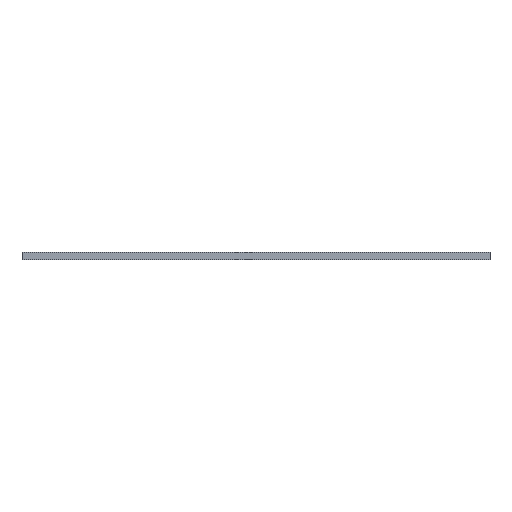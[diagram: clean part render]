
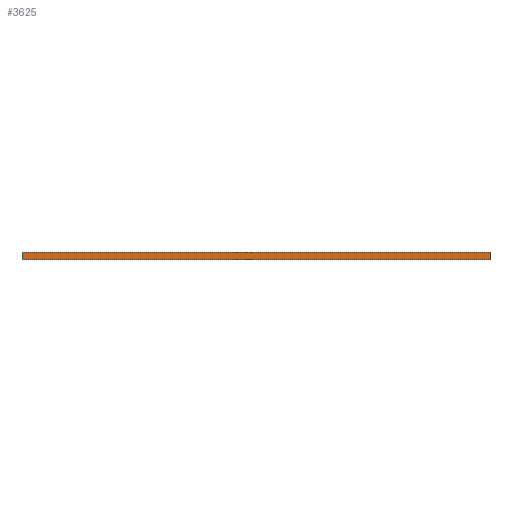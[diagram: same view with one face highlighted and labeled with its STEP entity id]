
A CAD part, front view. The second image highlights one B-rep face of the part: STEP entity #3625.
In plain terms, the highlighted planar face has unit normal (0, -1, 0).
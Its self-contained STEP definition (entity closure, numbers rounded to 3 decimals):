
#83 = PLANE('',#84);
#84 = AXIS2_PLACEMENT_3D('',#85,#86,#87);
#85 = CARTESIAN_POINT('',(147.898,-90.067,1.6));
#86 = DIRECTION('',(-0.,-0.,-1.));
#87 = DIRECTION('',(-1.,0.,0.));
#137 = PLANE('',#138);
#138 = AXIS2_PLACEMENT_3D('',#139,#140,#141);
#139 = CARTESIAN_POINT('',(147.898,-90.067,0.));
#140 = DIRECTION('',(-0.,-0.,-1.));
#141 = DIRECTION('',(-1.,0.,0.));
#442 = VERTEX_POINT('',#443);
#443 = CARTESIAN_POINT('',(197.5,-130.,0.));
#457 = PLANE('',#458);
#458 = AXIS2_PLACEMENT_3D('',#459,#460,#461);
#459 = CARTESIAN_POINT('',(197.5,-89.,0.));
#460 = DIRECTION('',(1.,0.,-0.));
#461 = DIRECTION('',(0.,-1.,0.));
#469 = EDGE_CURVE('',#442,#470,#472,.T.);
#470 = VERTEX_POINT('',#471);
#471 = CARTESIAN_POINT('',(100.,-130.,0.));
#472 = SURFACE_CURVE('',#473,(#477,#484),.PCURVE_S1.);
#473 = LINE('',#474,#475);
#474 = CARTESIAN_POINT('',(197.5,-130.,0.));
#475 = VECTOR('',#476,1.);
#476 = DIRECTION('',(-1.,0.,0.));
#477 = PCURVE('',#137,#478);
#478 = DEFINITIONAL_REPRESENTATION('',(#479),#483);
#479 = LINE('',#480,#481);
#480 = CARTESIAN_POINT('',(-49.602,-39.933));
#481 = VECTOR('',#482,1.);
#482 = DIRECTION('',(1.,0.));
#483 = ( GEOMETRIC_REPRESENTATION_CONTEXT(2) 
PARAMETRIC_REPRESENTATION_CONTEXT() REPRESENTATION_CONTEXT('2D SPACE',''
  ) );
#484 = PCURVE('',#485,#490);
#485 = PLANE('',#486);
#486 = AXIS2_PLACEMENT_3D('',#487,#488,#489);
#487 = CARTESIAN_POINT('',(197.5,-130.,0.));
#488 = DIRECTION('',(0.,-1.,0.));
#489 = DIRECTION('',(-1.,0.,0.));
#490 = DEFINITIONAL_REPRESENTATION('',(#491),#495);
#491 = LINE('',#492,#493);
#492 = CARTESIAN_POINT('',(0.,-0.));
#493 = VECTOR('',#494,1.);
#494 = DIRECTION('',(1.,0.));
#495 = ( GEOMETRIC_REPRESENTATION_CONTEXT(2) 
PARAMETRIC_REPRESENTATION_CONTEXT() REPRESENTATION_CONTEXT('2D SPACE',''
  ) );
#513 = PLANE('',#514);
#514 = AXIS2_PLACEMENT_3D('',#515,#516,#517);
#515 = CARTESIAN_POINT('',(100.,-130.,0.));
#516 = DIRECTION('',(-1.,0.,0.));
#517 = DIRECTION('',(0.,1.,0.));
#2040 = VERTEX_POINT('',#2041);
#2041 = CARTESIAN_POINT('',(197.5,-130.,1.6));
#2062 = EDGE_CURVE('',#2040,#2063,#2065,.T.);
#2063 = VERTEX_POINT('',#2064);
#2064 = CARTESIAN_POINT('',(100.,-130.,1.6));
#2065 = SURFACE_CURVE('',#2066,(#2070,#2077),.PCURVE_S1.);
#2066 = LINE('',#2067,#2068);
#2067 = CARTESIAN_POINT('',(197.5,-130.,1.6));
#2068 = VECTOR('',#2069,1.);
#2069 = DIRECTION('',(-1.,0.,0.));
#2070 = PCURVE('',#83,#2071);
#2071 = DEFINITIONAL_REPRESENTATION('',(#2072),#2076);
#2072 = LINE('',#2073,#2074);
#2073 = CARTESIAN_POINT('',(-49.602,-39.933));
#2074 = VECTOR('',#2075,1.);
#2075 = DIRECTION('',(1.,0.));
#2076 = ( GEOMETRIC_REPRESENTATION_CONTEXT(2) 
PARAMETRIC_REPRESENTATION_CONTEXT() REPRESENTATION_CONTEXT('2D SPACE',''
  ) );
#2077 = PCURVE('',#485,#2078);
#2078 = DEFINITIONAL_REPRESENTATION('',(#2079),#2083);
#2079 = LINE('',#2080,#2081);
#2080 = CARTESIAN_POINT('',(0.,-1.6));
#2081 = VECTOR('',#2082,1.);
#2082 = DIRECTION('',(1.,0.));
#2083 = ( GEOMETRIC_REPRESENTATION_CONTEXT(2) 
PARAMETRIC_REPRESENTATION_CONTEXT() REPRESENTATION_CONTEXT('2D SPACE',''
  ) );
#3575 = EDGE_CURVE('',#470,#2063,#3576,.T.);
#3576 = SURFACE_CURVE('',#3577,(#3581,#3588),.PCURVE_S1.);
#3577 = LINE('',#3578,#3579);
#3578 = CARTESIAN_POINT('',(100.,-130.,0.));
#3579 = VECTOR('',#3580,1.);
#3580 = DIRECTION('',(0.,0.,1.));
#3581 = PCURVE('',#513,#3582);
#3582 = DEFINITIONAL_REPRESENTATION('',(#3583),#3587);
#3583 = LINE('',#3584,#3585);
#3584 = CARTESIAN_POINT('',(0.,0.));
#3585 = VECTOR('',#3586,1.);
#3586 = DIRECTION('',(0.,-1.));
#3587 = ( GEOMETRIC_REPRESENTATION_CONTEXT(2) 
PARAMETRIC_REPRESENTATION_CONTEXT() REPRESENTATION_CONTEXT('2D SPACE',''
  ) );
#3588 = PCURVE('',#485,#3589);
#3589 = DEFINITIONAL_REPRESENTATION('',(#3590),#3594);
#3590 = LINE('',#3591,#3592);
#3591 = CARTESIAN_POINT('',(97.5,0.));
#3592 = VECTOR('',#3593,1.);
#3593 = DIRECTION('',(0.,-1.));
#3594 = ( GEOMETRIC_REPRESENTATION_CONTEXT(2) 
PARAMETRIC_REPRESENTATION_CONTEXT() REPRESENTATION_CONTEXT('2D SPACE',''
  ) );
#3604 = EDGE_CURVE('',#442,#2040,#3605,.T.);
#3605 = SURFACE_CURVE('',#3606,(#3610,#3617),.PCURVE_S1.);
#3606 = LINE('',#3607,#3608);
#3607 = CARTESIAN_POINT('',(197.5,-130.,0.));
#3608 = VECTOR('',#3609,1.);
#3609 = DIRECTION('',(0.,0.,1.));
#3610 = PCURVE('',#457,#3611);
#3611 = DEFINITIONAL_REPRESENTATION('',(#3612),#3616);
#3612 = LINE('',#3613,#3614);
#3613 = CARTESIAN_POINT('',(41.,0.));
#3614 = VECTOR('',#3615,1.);
#3615 = DIRECTION('',(0.,-1.));
#3616 = ( GEOMETRIC_REPRESENTATION_CONTEXT(2) 
PARAMETRIC_REPRESENTATION_CONTEXT() REPRESENTATION_CONTEXT('2D SPACE',''
  ) );
#3617 = PCURVE('',#485,#3618);
#3618 = DEFINITIONAL_REPRESENTATION('',(#3619),#3623);
#3619 = LINE('',#3620,#3621);
#3620 = CARTESIAN_POINT('',(0.,-0.));
#3621 = VECTOR('',#3622,1.);
#3622 = DIRECTION('',(0.,-1.));
#3623 = ( GEOMETRIC_REPRESENTATION_CONTEXT(2) 
PARAMETRIC_REPRESENTATION_CONTEXT() REPRESENTATION_CONTEXT('2D SPACE',''
  ) );
#3625 = ADVANCED_FACE('',(#3626),#485,.T.);
#3626 = FACE_BOUND('',#3627,.T.);
#3627 = EDGE_LOOP('',(#3628,#3629,#3630,#3631));
#3628 = ORIENTED_EDGE('',*,*,#3604,.T.);
#3629 = ORIENTED_EDGE('',*,*,#2062,.T.);
#3630 = ORIENTED_EDGE('',*,*,#3575,.F.);
#3631 = ORIENTED_EDGE('',*,*,#469,.F.);
